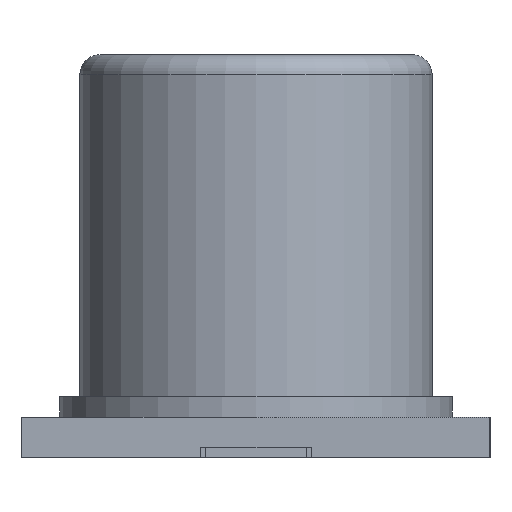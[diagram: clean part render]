
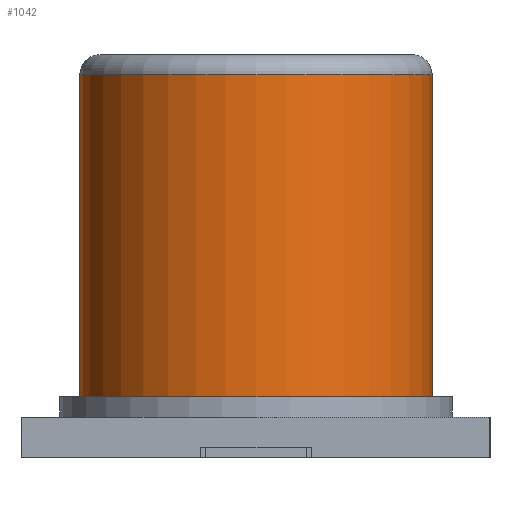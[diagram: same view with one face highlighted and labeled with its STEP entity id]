
A CAD part, left-side view. The second image highlights one B-rep face of the part: STEP entity #1042.
In plain terms, the highlighted cylindrical face has radius 1.75 mm (diameter 3.5 mm), a partial arc.
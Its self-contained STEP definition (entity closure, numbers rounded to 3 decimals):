
#692 = PLANE('',#693);
#693 = AXIS2_PLACEMENT_3D('',#694,#695,#696);
#694 = CARTESIAN_POINT('',(-3.25,-1.75,0.6));
#695 = DIRECTION('',(0.,1.,0.));
#696 = DIRECTION('',(0.,0.,1.));
#716 = VERTEX_POINT('',#717);
#717 = CARTESIAN_POINT('',(-3.25,-1.75,0.6));
#743 = EDGE_CURVE('',#716,#744,#746,.T.);
#744 = VERTEX_POINT('',#745);
#745 = CARTESIAN_POINT('',(-3.25,-1.75,3.8));
#746 = SURFACE_CURVE('',#747,(#751,#758),.PCURVE_S1.);
#747 = LINE('',#748,#749);
#748 = CARTESIAN_POINT('',(-3.25,-1.75,0.6));
#749 = VECTOR('',#750,1.);
#750 = DIRECTION('',(0.,0.,1.));
#751 = PCURVE('',#692,#752);
#752 = DEFINITIONAL_REPRESENTATION('',(#753),#757);
#753 = LINE('',#754,#755);
#754 = CARTESIAN_POINT('',(0.,0.));
#755 = VECTOR('',#756,1.);
#756 = DIRECTION('',(1.,0.));
#757 = ( GEOMETRIC_REPRESENTATION_CONTEXT(2) 
PARAMETRIC_REPRESENTATION_CONTEXT() REPRESENTATION_CONTEXT('2D SPACE',''
  ) );
#758 = PCURVE('',#759,#764);
#759 = CYLINDRICAL_SURFACE('',#760,1.75);
#760 = AXIS2_PLACEMENT_3D('',#761,#762,#763);
#761 = CARTESIAN_POINT('',(-3.25,0.,0.6));
#762 = DIRECTION('',(0.,0.,1.));
#763 = DIRECTION('',(0.,1.,0.));
#764 = DEFINITIONAL_REPRESENTATION('',(#765),#768);
#765 = B_SPLINE_CURVE_WITH_KNOTS('',1,(#766,#767),.UNSPECIFIED.,.F.,.F.,
  (2,2),(0.,3.4),.PIECEWISE_BEZIER_KNOTS.);
#766 = CARTESIAN_POINT('',(3.142,0.));
#767 = CARTESIAN_POINT('',(3.142,3.4));
#768 = ( GEOMETRIC_REPRESENTATION_CONTEXT(2) 
PARAMETRIC_REPRESENTATION_CONTEXT() REPRESENTATION_CONTEXT('2D SPACE',''
  ) );
#816 = PLANE('',#817);
#817 = AXIS2_PLACEMENT_3D('',#818,#819,#820);
#818 = CARTESIAN_POINT('',(-3.25,1.75,0.6));
#819 = DIRECTION('',(0.,1.,0.));
#820 = DIRECTION('',(0.,0.,1.));
#902 = TOROIDAL_SURFACE('',#903,1.55,0.2);
#903 = AXIS2_PLACEMENT_3D('',#904,#905,#906);
#904 = CARTESIAN_POINT('',(-3.25,0.,3.8));
#905 = DIRECTION('',(0.,0.,1.));
#906 = DIRECTION('',(0.,1.,0.));
#981 = PLANE('',#982);
#982 = AXIS2_PLACEMENT_3D('',#983,#984,#985);
#983 = CARTESIAN_POINT('',(-3.25,0.,0.6));
#984 = DIRECTION('',(0.,0.,1.));
#985 = DIRECTION('',(0.,1.,0.));
#1042 = ADVANCED_FACE('',(#1043),#759,.T.);
#1043 = FACE_BOUND('',#1044,.T.);
#1044 = EDGE_LOOP('',(#1045,#1046,#1070,#1092));
#1045 = ORIENTED_EDGE('',*,*,#743,.T.);
#1046 = ORIENTED_EDGE('',*,*,#1047,.F.);
#1047 = EDGE_CURVE('',#1048,#744,#1050,.T.);
#1048 = VERTEX_POINT('',#1049);
#1049 = CARTESIAN_POINT('',(-3.25,1.75,3.8));
#1050 = SURFACE_CURVE('',#1051,(#1056,#1063),.PCURVE_S1.);
#1051 = CIRCLE('',#1052,1.75);
#1052 = AXIS2_PLACEMENT_3D('',#1053,#1054,#1055);
#1053 = CARTESIAN_POINT('',(-3.25,0.,3.8));
#1054 = DIRECTION('',(0.,-0.,1.));
#1055 = DIRECTION('',(0.,1.,0.));
#1056 = PCURVE('',#759,#1057);
#1057 = DEFINITIONAL_REPRESENTATION('',(#1058),#1062);
#1058 = LINE('',#1059,#1060);
#1059 = CARTESIAN_POINT('',(0.,3.2));
#1060 = VECTOR('',#1061,1.);
#1061 = DIRECTION('',(1.,0.));
#1062 = ( GEOMETRIC_REPRESENTATION_CONTEXT(2) 
PARAMETRIC_REPRESENTATION_CONTEXT() REPRESENTATION_CONTEXT('2D SPACE',''
  ) );
#1063 = PCURVE('',#902,#1064);
#1064 = DEFINITIONAL_REPRESENTATION('',(#1065),#1069);
#1065 = LINE('',#1066,#1067);
#1066 = CARTESIAN_POINT('',(0.,0.));
#1067 = VECTOR('',#1068,1.);
#1068 = DIRECTION('',(1.,0.));
#1069 = ( GEOMETRIC_REPRESENTATION_CONTEXT(2) 
PARAMETRIC_REPRESENTATION_CONTEXT() REPRESENTATION_CONTEXT('2D SPACE',''
  ) );
#1070 = ORIENTED_EDGE('',*,*,#1071,.F.);
#1071 = EDGE_CURVE('',#1072,#1048,#1074,.T.);
#1072 = VERTEX_POINT('',#1073);
#1073 = CARTESIAN_POINT('',(-3.25,1.75,0.6));
#1074 = SURFACE_CURVE('',#1075,(#1079,#1085),.PCURVE_S1.);
#1075 = LINE('',#1076,#1077);
#1076 = CARTESIAN_POINT('',(-3.25,1.75,0.6));
#1077 = VECTOR('',#1078,1.);
#1078 = DIRECTION('',(0.,0.,1.));
#1079 = PCURVE('',#759,#1080);
#1080 = DEFINITIONAL_REPRESENTATION('',(#1081),#1084);
#1081 = B_SPLINE_CURVE_WITH_KNOTS('',1,(#1082,#1083),.UNSPECIFIED.,.F.,
  .F.,(2,2),(0.,3.4),.PIECEWISE_BEZIER_KNOTS.);
#1082 = CARTESIAN_POINT('',(0.,0.));
#1083 = CARTESIAN_POINT('',(0.,3.4));
#1084 = ( GEOMETRIC_REPRESENTATION_CONTEXT(2) 
PARAMETRIC_REPRESENTATION_CONTEXT() REPRESENTATION_CONTEXT('2D SPACE',''
  ) );
#1085 = PCURVE('',#816,#1086);
#1086 = DEFINITIONAL_REPRESENTATION('',(#1087),#1091);
#1087 = LINE('',#1088,#1089);
#1088 = CARTESIAN_POINT('',(0.,0.));
#1089 = VECTOR('',#1090,1.);
#1090 = DIRECTION('',(1.,0.));
#1091 = ( GEOMETRIC_REPRESENTATION_CONTEXT(2) 
PARAMETRIC_REPRESENTATION_CONTEXT() REPRESENTATION_CONTEXT('2D SPACE',''
  ) );
#1092 = ORIENTED_EDGE('',*,*,#1093,.T.);
#1093 = EDGE_CURVE('',#1072,#716,#1094,.T.);
#1094 = SURFACE_CURVE('',#1095,(#1100,#1107),.PCURVE_S1.);
#1095 = CIRCLE('',#1096,1.75);
#1096 = AXIS2_PLACEMENT_3D('',#1097,#1098,#1099);
#1097 = CARTESIAN_POINT('',(-3.25,0.,0.6));
#1098 = DIRECTION('',(0.,-0.,1.));
#1099 = DIRECTION('',(0.,1.,0.));
#1100 = PCURVE('',#759,#1101);
#1101 = DEFINITIONAL_REPRESENTATION('',(#1102),#1106);
#1102 = LINE('',#1103,#1104);
#1103 = CARTESIAN_POINT('',(0.,0.));
#1104 = VECTOR('',#1105,1.);
#1105 = DIRECTION('',(1.,0.));
#1106 = ( GEOMETRIC_REPRESENTATION_CONTEXT(2) 
PARAMETRIC_REPRESENTATION_CONTEXT() REPRESENTATION_CONTEXT('2D SPACE',''
  ) );
#1107 = PCURVE('',#981,#1108);
#1108 = DEFINITIONAL_REPRESENTATION('',(#1109),#1113);
#1109 = CIRCLE('',#1110,1.75);
#1110 = AXIS2_PLACEMENT_2D('',#1111,#1112);
#1111 = CARTESIAN_POINT('',(0.,0.));
#1112 = DIRECTION('',(1.,0.));
#1113 = ( GEOMETRIC_REPRESENTATION_CONTEXT(2) 
PARAMETRIC_REPRESENTATION_CONTEXT() REPRESENTATION_CONTEXT('2D SPACE',''
  ) );
